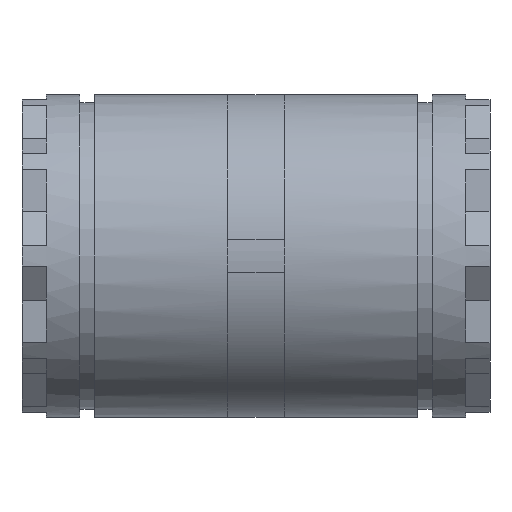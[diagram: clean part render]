
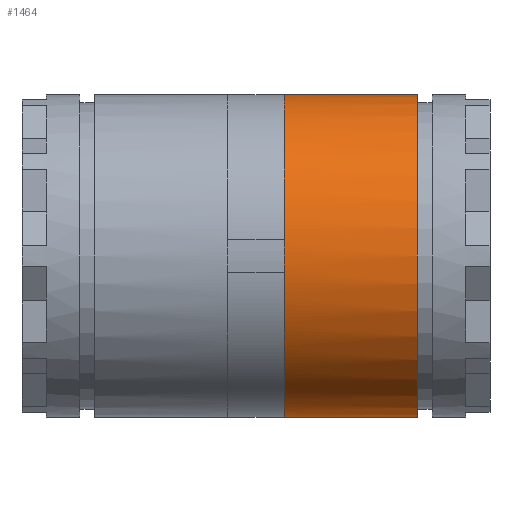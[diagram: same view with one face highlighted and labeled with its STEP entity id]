
A CAD part, front view. The second image highlights one B-rep face of the part: STEP entity #1464.
In plain terms, the highlighted cylindrical face has radius 20 mm (diameter 40 mm), a partial arc.
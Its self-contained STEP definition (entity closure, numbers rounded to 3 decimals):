
#435 = EDGE_CURVE ( 'NONE', #1594, #1397, #2525, .T. ) ;
#1390 = ORIENTED_EDGE ( 'NONE', *, *, #1593, .F. ) ;
#1391 = ORIENTED_EDGE ( 'NONE', *, *, #1544, .T. ) ;
#1392 = ORIENTED_EDGE ( 'NONE', *, *, #1442, .T. ) ;
#1393 = ORIENTED_EDGE ( 'NONE', *, *, #435, .F. ) ;
#1397 = VERTEX_POINT ( 'NONE', #5643 ) ;
#1442 = EDGE_CURVE ( 'NONE', #1453, #1397, #5714, .T. ) ;
#1453 = VERTEX_POINT ( 'NONE', #5758 ) ;
#1464 = ADVANCED_FACE ( 'NONE', ( #5764 ), #5738, .T. ) ;
#1465 = EDGE_LOOP ( 'NONE', ( #1390, #1391, #1392, #1393 ) ) ;
#1544 = EDGE_CURVE ( 'NONE', #1591, #1453, #5963, .T. ) ;
#1591 = VERTEX_POINT ( 'NONE', #6012 ) ;
#1593 = EDGE_CURVE ( 'NONE', #1591, #1594, #6008, .T. ) ;
#1594 = VERTEX_POINT ( 'NONE', #6004 ) ;
#2522 = DIRECTION ( 'NONE',  ( 0., 0., 1. ) ) ;
#2523 = DIRECTION ( 'NONE',  ( -1., 0., 0. ) ) ;
#2524 = AXIS2_PLACEMENT_3D ( 'NONE', #2556, #2523, #2522 ) ;
#2525 = CIRCLE ( 'NONE', #2524, 20. ) ;
#2556 = CARTESIAN_POINT ( 'NONE',  ( 3.5, 0., 0. ) ) ;
#5643 = CARTESIAN_POINT ( 'NONE',  ( 3.5, 0., 20. ) ) ;
#5712 = VECTOR ( 'NONE', #5731, 1000. ) ;
#5713 = CARTESIAN_POINT ( 'NONE',  ( 0., 0., 20. ) ) ;
#5714 = LINE ( 'NONE', #5713, #5712 ) ;
#5731 = DIRECTION ( 'NONE',  ( -1., 0., 0. ) ) ;
#5737 = AXIS2_PLACEMENT_3D ( 'NONE', #5756, #5755, #5754 ) ;
#5738 = CYLINDRICAL_SURFACE ( 'NONE', #5737, 20. ) ;
#5754 = DIRECTION ( 'NONE',  ( 0., 0., 1. ) ) ;
#5755 = DIRECTION ( 'NONE',  ( -1., 0., 0. ) ) ;
#5756 = CARTESIAN_POINT ( 'NONE',  ( 0., 0., 0. ) ) ;
#5758 = CARTESIAN_POINT ( 'NONE',  ( 20., 0., 20. ) ) ;
#5764 = FACE_OUTER_BOUND ( 'NONE', #1465, .T. ) ;
#5934 = DIRECTION ( 'NONE',  ( 0., 0., 1. ) ) ;
#5952 = AXIS2_PLACEMENT_3D ( 'NONE', #5965, #5964, #5934 ) ;
#5963 = CIRCLE ( 'NONE', #5952, 20. ) ;
#5964 = DIRECTION ( 'NONE',  ( -1., 0., 0. ) ) ;
#5965 = CARTESIAN_POINT ( 'NONE',  ( 20., 0., 0. ) ) ;
#6004 = CARTESIAN_POINT ( 'NONE',  ( 3.5, 0., -20. ) ) ;
#6005 = DIRECTION ( 'NONE',  ( -1., 0., 0. ) ) ;
#6006 = VECTOR ( 'NONE', #6005, 1000. ) ;
#6007 = CARTESIAN_POINT ( 'NONE',  ( 0., 0., -20. ) ) ;
#6008 = LINE ( 'NONE', #6007, #6006 ) ;
#6012 = CARTESIAN_POINT ( 'NONE',  ( 20., 0., -20. ) ) ;
